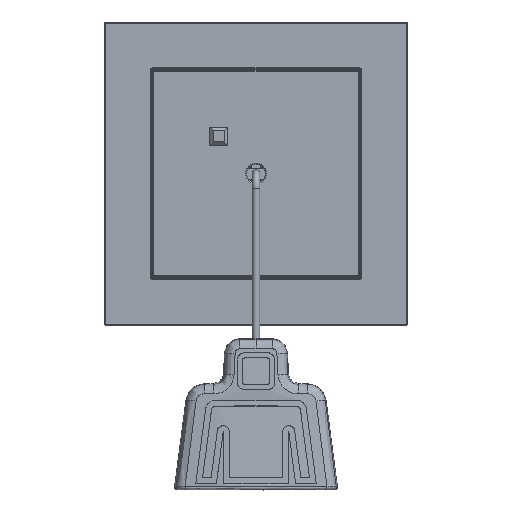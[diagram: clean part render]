
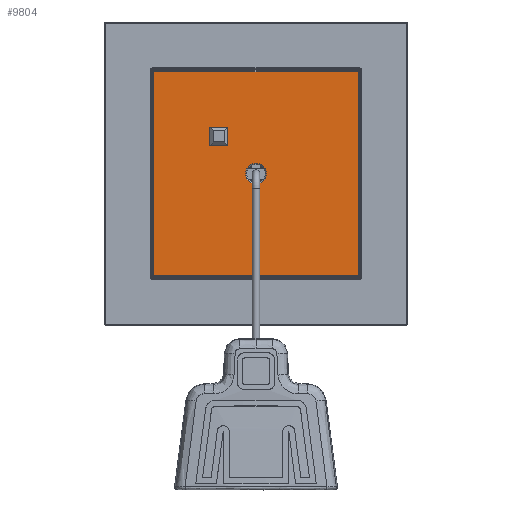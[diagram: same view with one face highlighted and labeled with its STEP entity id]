
A CAD part, top view. The second image highlights one B-rep face of the part: STEP entity #9804.
In plain terms, the highlighted face is planar.
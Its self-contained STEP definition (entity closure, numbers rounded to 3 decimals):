
#248=DIRECTION('',(1.,0.,0.));
#249=VECTOR('',#248,54.881);
#250=CARTESIAN_POINT('',(-27.44,6.2,27.44));
#251=LINE('2125',#250,#249);
#252=DIRECTION('',(0.,0.,1.));
#253=VECTOR('',#252,54.881);
#254=CARTESIAN_POINT('',(-27.44,6.2,-27.44));
#255=LINE('2128',#254,#253);
#256=DIRECTION('',(-1.,0.,0.));
#257=VECTOR('',#256,54.881);
#258=CARTESIAN_POINT('',(27.44,6.2,-27.44));
#259=LINE('2133',#258,#257);
#260=DIRECTION('',(0.,0.,-1.));
#261=VECTOR('',#260,54.881);
#262=CARTESIAN_POINT('',(27.44,6.2,27.44));
#263=LINE('2137',#262,#261);
#264=DIRECTION('',(1.,0.,0.));
#265=VECTOR('',#264,3.);
#266=CARTESIAN_POINT('',(-11.5,6.2,-8.5));
#267=LINE('2758',#266,#265);
#268=DIRECTION('',(0.,0.,-1.));
#269=VECTOR('',#268,3.);
#270=CARTESIAN_POINT('',(-8.5,6.2,-8.5));
#271=LINE('2759',#270,#269);
#272=DIRECTION('',(-1.,0.,0.));
#273=VECTOR('',#272,3.);
#274=CARTESIAN_POINT('',(-8.5,6.2,-11.5));
#275=LINE('2760',#274,#273);
#276=DIRECTION('',(0.,0.,1.));
#277=VECTOR('',#276,3.);
#278=CARTESIAN_POINT('',(-11.5,6.2,-11.5));
#279=LINE('2761',#278,#277);
#280=CARTESIAN_POINT('',(0.,6.2,0.));
#281=DIRECTION('',(0.,-1.,0.));
#282=DIRECTION('',(0.,0.,-1.));
#283=AXIS2_PLACEMENT_3D('',#280,#281,#282);
#285=CARTESIAN_POINT('',(0.,6.2,0.));
#286=DIRECTION('',(0.,-1.,0.));
#287=DIRECTION('',(0.,0.,1.));
#288=AXIS2_PLACEMENT_3D('',#285,#286,#287);
#8108=CARTESIAN_POINT('',(-27.44,6.2,27.44));
#8109=CARTESIAN_POINT('',(27.44,6.2,27.44));
#8110=VERTEX_POINT('',#8108);
#8111=VERTEX_POINT('',#8109);
#8118=CARTESIAN_POINT('',(-27.44,6.2,-27.44));
#8119=VERTEX_POINT('',#8118);
#8130=CARTESIAN_POINT('',(27.44,6.2,-27.44));
#8131=VERTEX_POINT('',#8130);
#8248=CARTESIAN_POINT('',(-11.5,6.2,-8.5));
#8249=CARTESIAN_POINT('',(-8.5,6.2,-8.5));
#8250=VERTEX_POINT('',#8248);
#8251=VERTEX_POINT('',#8249);
#8252=CARTESIAN_POINT('',(-8.5,6.2,-11.5));
#8253=VERTEX_POINT('',#8252);
#8254=CARTESIAN_POINT('',(-11.5,6.2,-11.5));
#8255=VERTEX_POINT('',#8254);
#8268=CARTESIAN_POINT('',(0.,6.2,-2.8));
#8269=CARTESIAN_POINT('',(0.,6.2,2.8));
#8270=VERTEX_POINT('',#8268);
#8271=VERTEX_POINT('',#8269);
#9773=CARTESIAN_POINT('',(0.,6.2,0.));
#9774=DIRECTION('',(0.,1.,0.));
#9775=DIRECTION('',(0.,0.,-1.));
#9776=AXIS2_PLACEMENT_3D('',#9773,#9774,#9775);
#9777=PLANE('1921',#9776);
#9779=ORIENTED_EDGE('2125',*,*,#9778,.F.);
#9781=ORIENTED_EDGE('2128',*,*,#9780,.F.);
#9783=ORIENTED_EDGE('2133',*,*,#9782,.F.);
#9785=ORIENTED_EDGE('2137',*,*,#9784,.F.);
#9786=EDGE_LOOP('1921',(#9779,#9781,#9783,#9785));
#9787=FACE_OUTER_BOUND('1921',#9786,.F.);
#9789=ORIENTED_EDGE('2758',*,*,#9788,.T.);
#9791=ORIENTED_EDGE('2759',*,*,#9790,.T.);
#9793=ORIENTED_EDGE('2760',*,*,#9792,.T.);
#9795=ORIENTED_EDGE('2761',*,*,#9794,.T.);
#9796=EDGE_LOOP('1921',(#9789,#9791,#9793,#9795));
#9797=FACE_BOUND('1921',#9796,.F.);
#9799=ORIENTED_EDGE('2792',*,*,#9798,.F.);
#9801=ORIENTED_EDGE('2794',*,*,#9800,.F.);
#9802=EDGE_LOOP('1921',(#9799,#9801));
#9803=FACE_BOUND('1921',#9802,.F.);
#9804=ADVANCED_FACE('1921',(#9787,#9797,#9803),#9777,.T.);
#284=CIRCLE('2792',#283,2.8);
#289=CIRCLE('2794',#288,2.8);
#9778=EDGE_CURVE('2125',#8110,#8111,#251,.T.);
#9780=EDGE_CURVE('2128',#8119,#8110,#255,.T.);
#9782=EDGE_CURVE('2133',#8131,#8119,#259,.T.);
#9784=EDGE_CURVE('2137',#8111,#8131,#263,.T.);
#9788=EDGE_CURVE('2758',#8250,#8251,#267,.T.);
#9790=EDGE_CURVE('2759',#8251,#8253,#271,.T.);
#9792=EDGE_CURVE('2760',#8253,#8255,#275,.T.);
#9794=EDGE_CURVE('2761',#8255,#8250,#279,.T.);
#9798=EDGE_CURVE('2792',#8270,#8271,#284,.T.);
#9800=EDGE_CURVE('2794',#8271,#8270,#289,.T.);
